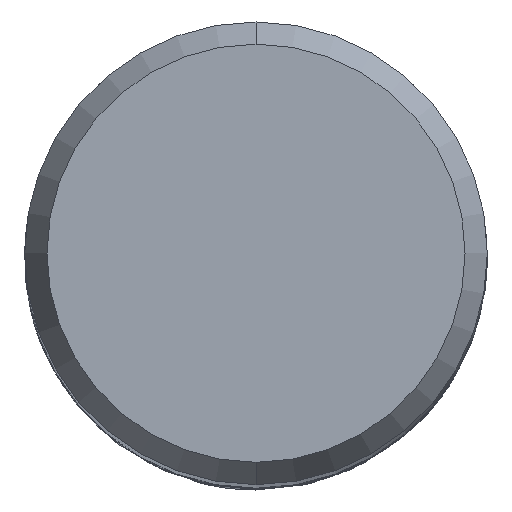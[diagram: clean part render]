
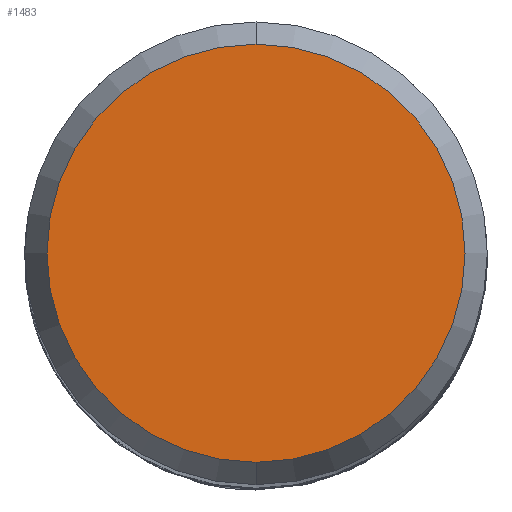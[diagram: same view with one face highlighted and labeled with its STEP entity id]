
A CAD part, top view. The second image highlights one B-rep face of the part: STEP entity #1483.
In plain terms, the highlighted planar face has unit normal (0, 0, 1).
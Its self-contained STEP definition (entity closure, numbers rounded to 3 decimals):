
#1111=EDGE_CURVE('',#1119,#1851,#3201,.T.);
#1119=VERTEX_POINT('',#3210);
#1309=EDGE_CURVE('',#1851,#1119,#3418,.T.);
#1483=ADVANCED_FACE('',(#3611),#3612,.T.);
#1851=VERTEX_POINT('',#4015);
#3201=CIRCLE('',#5974,5.423);
#3210=CARTESIAN_POINT('',(0.,-5.423,0.0));
#3418=CIRCLE('',#8268,5.423);
#3611=FACE_OUTER_BOUND('',#10494,.T.);
#3612=PLANE('',#10495);
#4015=CARTESIAN_POINT('',(0.0,5.423,0.0));
#5974=AXIS2_PLACEMENT_3D('',#26598,#26599,#26600);
#8268=AXIS2_PLACEMENT_3D('',#26849,#26850,#26851);
#10494=EDGE_LOOP('',(#27108,#27109));
#10495=AXIS2_PLACEMENT_3D('',#27110,#27111,#27112);
#26598=CARTESIAN_POINT('',(0.0,0.0,0.0));
#26599=DIRECTION('',(0.0,0.0,-1.0));
#26600=DIRECTION('',(0.0,1.0,0.0));
#26849=CARTESIAN_POINT('',(0.0,0.0,0.0));
#26850=DIRECTION('',(0.0,0.0,-1.0));
#26851=DIRECTION('',(0.0,1.0,0.0));
#27108=ORIENTED_EDGE('',*,*,#1309,.F.);
#27109=ORIENTED_EDGE('',*,*,#1111,.F.);
#27110=CARTESIAN_POINT('',(0.0,2.711,0.0));
#27111=DIRECTION('',(-0.0,0.0,1.0));
#27112=DIRECTION('',(0.0,-1.0,0.0));
